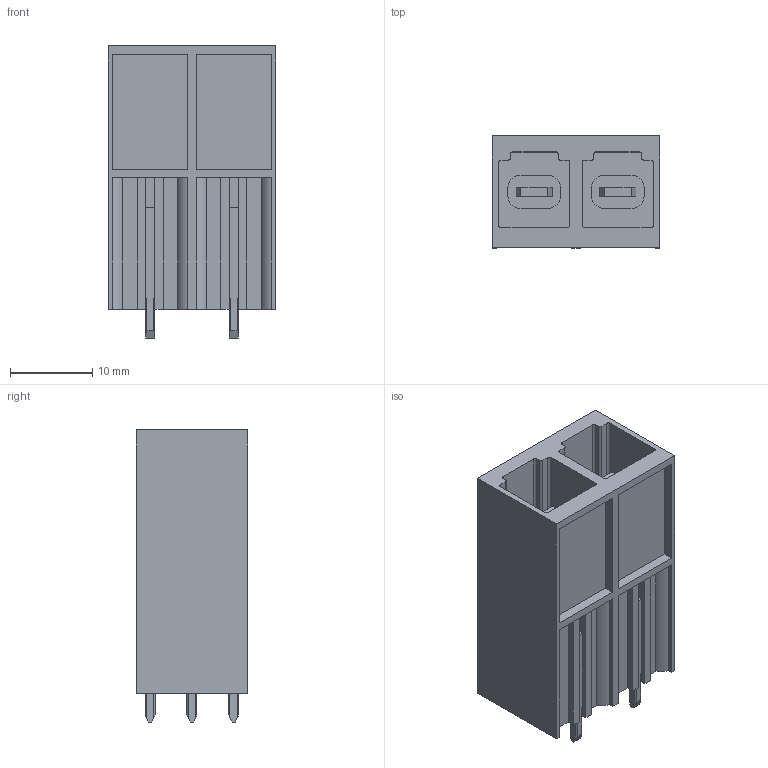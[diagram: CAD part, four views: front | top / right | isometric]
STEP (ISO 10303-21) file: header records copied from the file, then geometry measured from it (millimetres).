
FILE_DESCRIPTION(('CATIA V5 STEP Exchange','CAx-IF Rec.Pracs.--- Model Styling and Organization---1.2---2011-12-15'),'2;1');
FILE_NAME ('D1456660_0_1813410000_1813410000.stp','2018-11-27T05:27:55+00:00',('none'),('Weidmueller'),'CATIA Version 5-6 Release 2014','CATIA V5 STEP AP214','none');
FILE_SCHEMA(('AUTOMOTIVE_DESIGN { 1 0 10303 214 1 1 1 1 }'));
Length unit declared in the file: millimetre
Products named in the file (1): 1813410000
Bounding box: 20.32 x 13.6 x 35.5 mm (x, y, z)
Volume: 4078.1 mm3; surface area: 7267.8 mm2
Topology: 3 solids, 3 shells, 298 faces, 862 edges, 574 vertices
Faces by surface type: plane 262, cylinder 36
Entity records: 8932 total; most frequent: ORIENTED_EDGE 1724, CARTESIAN_POINT 1618, DIRECTION 1164, EDGE_CURVE 862, VECTOR 770, LINE 770, VERTEX_POINT 574, EDGE_LOOP 306
